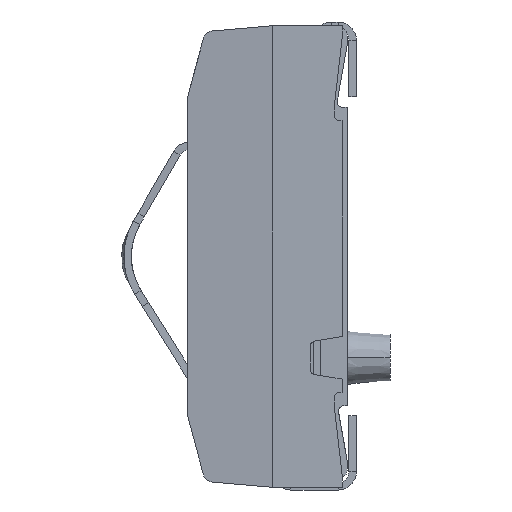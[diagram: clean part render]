
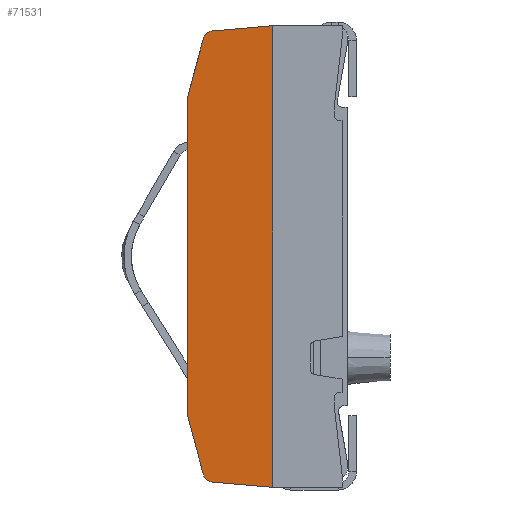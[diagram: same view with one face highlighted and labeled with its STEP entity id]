
A CAD part, left-side view. The second image highlights one B-rep face of the part: STEP entity #71531.
In plain terms, the highlighted planar face has unit normal (-0.996, 0.087, 0).
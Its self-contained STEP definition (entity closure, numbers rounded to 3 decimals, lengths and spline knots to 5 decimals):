
#4753=DIRECTION('',(0.,0.,1.));
#4754=VECTOR('',#4753,0.298);
#4755=CARTESIAN_POINT('',(-0.462,0.125,-0.149));
#4756=LINE('',#4755,#4754);
#4956=DIRECTION('',(0.023,0.259,0.966));
#4957=VECTOR('',#4956,0.05715);
#4958=CARTESIAN_POINT('',(-0.46329,0.11021,
-0.20419));
#4959=LINE('',#4958,#4957);
#31786=DIRECTION('',(-0.087,-0.992,-0.087));
#31787=VECTOR('',#31786,0.05685);
#31788=CARTESIAN_POINT('',(-0.46406,0.10142,
-0.21156));
#31789=LINE('',#31788,#31787);
#31807=CARTESIAN_POINT('',(-0.46329,0.11021,
-0.20419));
#31808=CARTESIAN_POINT('',(-0.46335,0.10961,
-0.20645));
#31809=CARTESIAN_POINT('',(-0.46355,0.10728,
-0.20963));
#31810=CARTESIAN_POINT('',(-0.46386,0.10375,
-0.21136));
#31811=CARTESIAN_POINT('',(-0.46406,0.10142,
-0.21156));
#31832=DIRECTION('',(0.087,0.992,-0.087));
#31833=VECTOR('',#31832,0.05685);
#31834=CARTESIAN_POINT('',(-0.469,0.045,0.2165));
#31835=LINE('',#31834,#31833);
#31869=CARTESIAN_POINT('',(-0.46329,0.11021,
0.20419));
#31870=CARTESIAN_POINT('',(-0.46335,0.10961,
0.20645));
#31871=CARTESIAN_POINT('',(-0.46355,0.10728,
0.20963));
#31872=CARTESIAN_POINT('',(-0.46386,0.10375,
0.21136));
#31873=CARTESIAN_POINT('',(-0.46406,0.10142,
0.21156));
#32215=DIRECTION('',(-0.023,-0.259,0.966));
#32216=VECTOR('',#32215,0.05715);
#32217=CARTESIAN_POINT('',(-0.462,0.125,0.149));
#32218=LINE('',#32217,#32216);
#33132=DIRECTION('',(0.,0.,-1.));
#33133=VECTOR('',#33132,0.433);
#33134=CARTESIAN_POINT('',(-0.469,0.045,0.2165));
#33135=LINE('',#33134,#33133);
#44332=CARTESIAN_POINT('',(-0.469,0.045,0.2165));
#44333=CARTESIAN_POINT('',(-0.469,0.045,-0.2165));
#44334=VERTEX_POINT('',#44332);
#44335=VERTEX_POINT('',#44333);
#44340=CARTESIAN_POINT('',(-0.462,0.125,-0.149));
#44341=CARTESIAN_POINT('',(-0.462,0.125,0.149));
#44342=VERTEX_POINT('',#44340);
#44343=VERTEX_POINT('',#44341);
#44348=CARTESIAN_POINT('',(-0.46329,0.11021,
0.20419));
#44350=VERTEX_POINT('',#44348);
#44352=CARTESIAN_POINT('',(-0.46406,0.10142,
0.21156));
#44354=VERTEX_POINT('',#44352);
#44356=CARTESIAN_POINT('',(-0.46329,0.11021,
-0.20419));
#44358=VERTEX_POINT('',#44356);
#44360=CARTESIAN_POINT('',(-0.46406,0.10142,
-0.21156));
#44362=VERTEX_POINT('',#44360);
#71511=CARTESIAN_POINT('',(-0.469,0.045,0.2598));
#71512=DIRECTION('',(0.996,-0.087,0.));
#71513=DIRECTION('',(0.087,0.996,0.));
#71514=AXIS2_PLACEMENT_3D('',#71511,#71512,#71513);
#71515=PLANE('',#71514);
#71516=ORIENTED_EDGE('',*,*,#71499,.F.);
#71518=ORIENTED_EDGE('',*,*,#71517,.F.);
#71519=ORIENTED_EDGE('',*,*,#46892,.T.);
#71520=ORIENTED_EDGE('',*,*,#46820,.T.);
#71522=ORIENTED_EDGE('',*,*,#71521,.T.);
#71524=ORIENTED_EDGE('',*,*,#71523,.T.);
#71526=ORIENTED_EDGE('',*,*,#71525,.F.);
#71528=ORIENTED_EDGE('',*,*,#71527,.T.);
#71529=EDGE_LOOP('',(#71516,#71518,#71519,#71520,#71522,#71524,#71526,#71528));
#71530=FACE_OUTER_BOUND('',#71529,.F.);
#31812=B_SPLINE_CURVE_WITH_KNOTS('',3,(#31807,#31808,#31809,#31810,#31811),
.UNSPECIFIED.,.F.,.F.,(4,1,4),(0.,0.5,1.),.UNSPECIFIED.);
#31874=B_SPLINE_CURVE_WITH_KNOTS('',3,(#31869,#31870,#31871,#31872,#31873),
.UNSPECIFIED.,.F.,.F.,(4,1,4),(0.,0.5,1.),.UNSPECIFIED.);
#46820=EDGE_CURVE('',#44342,#44343,#4756,.T.);
#46892=EDGE_CURVE('',#44358,#44342,#4959,.T.);
#71499=EDGE_CURVE('',#44362,#44335,#31789,.T.);
#71517=EDGE_CURVE('',#44358,#44362,#31812,.T.);
#71521=EDGE_CURVE('',#44343,#44350,#32218,.T.);
#71523=EDGE_CURVE('',#44350,#44354,#31874,.T.);
#71525=EDGE_CURVE('',#44334,#44354,#31835,.T.);
#71527=EDGE_CURVE('',#44334,#44335,#33135,.T.);
#71531=ADVANCED_FACE('',(#71530),#71515,.F.);
